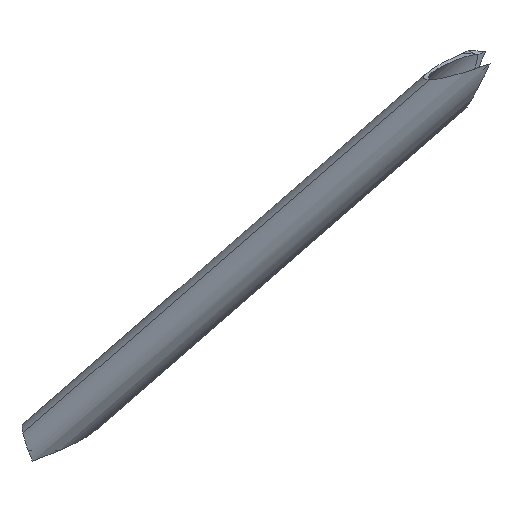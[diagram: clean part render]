
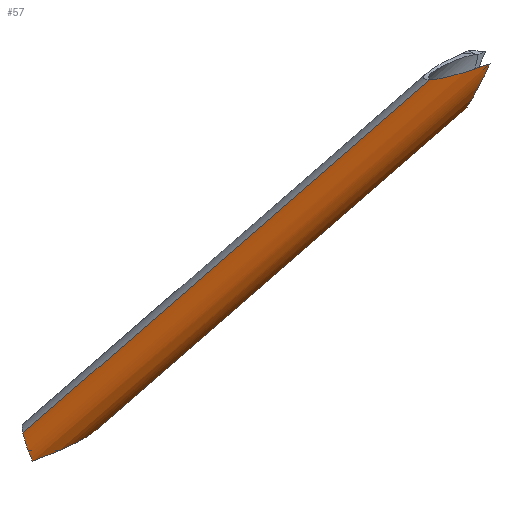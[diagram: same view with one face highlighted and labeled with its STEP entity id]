
A CAD part, front view. The second image highlights one B-rep face of the part: STEP entity #57.
In plain terms, the highlighted cylindrical face has radius 12.5 mm (diameter 25 mm), a partial arc.
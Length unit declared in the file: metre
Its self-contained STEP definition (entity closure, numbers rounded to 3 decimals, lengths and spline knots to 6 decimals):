
#57=ADVANCED_FACE('0:42',(#109),#110,.T.);
#109=FACE_OUTER_BOUND('',#153,.T.);
#110=CYLINDRICAL_SURFACE('',#154,0.0125);
#153=EDGE_LOOP('',(#265,#266,#267,#268,#269,#270,#271,#272,#273,#274));
#154=AXIS2_PLACEMENT_3D('',#275,#276,#277);
#265=ORIENTED_EDGE('',*,*,#288,.T.);
#266=ORIENTED_EDGE('',*,*,#319,.F.);
#267=ORIENTED_EDGE('',*,*,#326,.F.);
#268=ORIENTED_EDGE('',*,*,#325,.F.);
#269=ORIENTED_EDGE('',*,*,#328,.T.);
#270=ORIENTED_EDGE('',*,*,#292,.T.);
#271=ORIENTED_EDGE('',*,*,#309,.F.);
#272=ORIENTED_EDGE('',*,*,#334,.F.);
#273=ORIENTED_EDGE('',*,*,#333,.F.);
#274=ORIENTED_EDGE('',*,*,#313,.F.);
#275=CARTESIAN_POINT('',(-0.478603,-0.247999,0.151581));
#276=DIRECTION('',(-0.724,0.282,-0.629));
#277=DIRECTION('',(0.629,0.644,-0.435));
#288=EDGE_CURVE('',#340,#341,#342,.T.);
#292=EDGE_CURVE('',#349,#347,#350,.T.);
#309=EDGE_CURVE('0:90',#378,#347,#381,.T.);
#313=EDGE_CURVE('',#340,#379,#385,.T.);
#319=EDGE_CURVE('',#391,#341,#394,.T.);
#325=EDGE_CURVE('0:51',#400,#402,#403,.T.);
#326=EDGE_CURVE('0:54',#402,#391,#404,.T.);
#328=EDGE_CURVE('0:72',#400,#349,#406,.T.);
#333=EDGE_CURVE('0:84',#379,#411,#412,.T.);
#334=EDGE_CURVE('0:87',#411,#378,#413,.T.);
#340=VERTEX_POINT('',#419);
#341=VERTEX_POINT('',#420);
#342=LINE('',#421,#422);
#347=VERTEX_POINT('',#427);
#349=VERTEX_POINT('',#429);
#350=LINE('',#430,#431);
#378=VERTEX_POINT('',#621);
#379=VERTEX_POINT('',#622);
#381=ELLIPSE('',#625,0.013463,0.0125);
#385=ELLIPSE('',#682,0.033652,0.0125);
#391=VERTEX_POINT('',#692);
#394=ELLIPSE('',#696,0.031737,0.0125);
#400=VERTEX_POINT('',#762);
#402=VERTEX_POINT('',#764);
#403=ELLIPSE('',#765,0.031737,0.0125);
#404=ELLIPSE('',#766,0.031737,0.0125);
#406=ELLIPSE('',#768,0.034131,0.0125);
#411=VERTEX_POINT('',#807);
#412=B_SPLINE_CURVE_WITH_KNOTS('',3,(#808,#809,#810,#811,#812,#813,#814,#815,#816,#817,#818,#819,#820,#821,#822,#823,#824,#825,#826,#827,#828,#829,#830,#831,#832,#833,#834,#835,#836,#837,#838,#839,#840,#841,#842,#843,#844,#845,#846,#847,#848,#849,#850,#851,#852,#853,#854,#855,#856,#857,#858,#859,#860,#861,#862,#863,#864,#865,#866,#867,#868,#869,#870,#871),.UNSPECIFIED.,.F.,.F.,(4,3,3,3,3,3,3,3,3,3,3,3,3,3,3,3,3,3,3,3,3,4),(0.0,10.01199,12.894283,14.689898,16.114911,18.069445,19.046713,19.535346,19.779663,19.901822,19.962901,19.99344,20.00871,20.016345,20.020162,20.022071,20.023026,20.023503,20.023741,20.023861,20.023933,20.02398),.UNSPECIFIED.);
#413=ELLIPSE('',#872,0.013463,0.0125);
#419=CARTESIAN_POINT('',(-0.624493,-0.18,0.0125));
#420=CARTESIAN_POINT('',(-0.446405,-0.249438,0.167289));
#421=CARTESIAN_POINT('',(-0.470737,-0.239951,0.146141));
#422=VECTOR('',#877,1.0);
#427=CARTESIAN_POINT('',(-0.657563,-0.189336,0.008312));
#429=CARTESIAN_POINT('',(-0.463917,-0.26484,0.176624));
#430=CARTESIAN_POINT('',(-0.48647,-0.256047,0.157021));
#431=VECTOR('',#887,1.0);
#621=CARTESIAN_POINT('',(-0.655047,-0.1925,0.0));
#622=CARTESIAN_POINT('',(-0.640212,-0.1925,0.));
#625=AXIS2_PLACEMENT_3D('',#906,#907,#908);
#682=AXIS2_PLACEMENT_3D('',#909,#910,#911);
#692=CARTESIAN_POINT('',(-0.4475,-0.25306,0.162864));
#696=AXIS2_PLACEMENT_3D('',#914,#915,#916);
#762=CARTESIAN_POINT('',(-0.435048,-0.276359,0.184261));
#764=CARTESIAN_POINT('',(-0.440116,-0.270519,0.173918));
#765=AXIS2_PLACEMENT_3D('',#923,#924,#925);
#766=AXIS2_PLACEMENT_3D('',#926,#927,#928);
#768=AXIS2_PLACEMENT_3D('',#929,#930,#931);
#807=CARTESIAN_POINT('',(-0.653,-0.191405,-0.005116));
#808=CARTESIAN_POINT('',(-0.640212,-0.1925,0.));
#809=CARTESIAN_POINT('',(-0.642353,-0.1925,-0.000939));
#810=CARTESIAN_POINT('',(-0.644516,-0.192396,-0.00184));
#811=CARTESIAN_POINT('',(-0.646689,-0.192203,-0.002707));
#812=CARTESIAN_POINT('',(-0.647314,-0.192148,-0.002956));
#813=CARTESIAN_POINT('',(-0.647941,-0.192085,-0.003203));
#814=CARTESIAN_POINT('',(-0.648568,-0.192015,-0.003447));
#815=CARTESIAN_POINT('',(-0.648959,-0.191972,-0.003599));
#816=CARTESIAN_POINT('',(-0.64935,-0.191926,-0.003749));
#817=CARTESIAN_POINT('',(-0.649741,-0.191876,-0.003899));
#818=CARTESIAN_POINT('',(-0.650052,-0.191837,-0.004018));
#819=CARTESIAN_POINT('',(-0.650361,-0.191797,-0.004135));
#820=CARTESIAN_POINT('',(-0.650649,-0.191758,-0.004244));
#821=CARTESIAN_POINT('',(-0.651045,-0.191704,-0.004393));
#822=CARTESIAN_POINT('',(-0.651405,-0.191652,-0.004528));
#823=CARTESIAN_POINT('',(-0.651784,-0.191596,-0.004668));
#824=CARTESIAN_POINT('',(-0.651973,-0.191567,-0.004739));
#825=CARTESIAN_POINT('',(-0.652168,-0.191537,-0.004811));
#826=CARTESIAN_POINT('',(-0.652371,-0.191506,-0.004886));
#827=CARTESIAN_POINT('',(-0.652473,-0.19149,-0.004923));
#828=CARTESIAN_POINT('',(-0.652576,-0.191473,-0.004961));
#829=CARTESIAN_POINT('',(-0.652682,-0.191457,-0.005));
#830=CARTESIAN_POINT('',(-0.652734,-0.191448,-0.005019));
#831=CARTESIAN_POINT('',(-0.652787,-0.19144,-0.005038));
#832=CARTESIAN_POINT('',(-0.65284,-0.191431,-0.005058));
#833=CARTESIAN_POINT('',(-0.652867,-0.191427,-0.005068));
#834=CARTESIAN_POINT('',(-0.652893,-0.191422,-0.005077));
#835=CARTESIAN_POINT('',(-0.65292,-0.191418,-0.005087));
#836=CARTESIAN_POINT('',(-0.652933,-0.191416,-0.005092));
#837=CARTESIAN_POINT('',(-0.652947,-0.191414,-0.005097));
#838=CARTESIAN_POINT('',(-0.65296,-0.191412,-0.005102));
#839=CARTESIAN_POINT('',(-0.652967,-0.19141,-0.005104));
#840=CARTESIAN_POINT('',(-0.652973,-0.191409,-0.005107));
#841=CARTESIAN_POINT('',(-0.65298,-0.191408,-0.005109));
#842=CARTESIAN_POINT('',(-0.652983,-0.191408,-0.00511));
#843=CARTESIAN_POINT('',(-0.652987,-0.191407,-0.005111));
#844=CARTESIAN_POINT('',(-0.65299,-0.191407,-0.005113));
#845=CARTESIAN_POINT('',(-0.652992,-0.191406,-0.005113));
#846=CARTESIAN_POINT('',(-0.652993,-0.191406,-0.005114));
#847=CARTESIAN_POINT('',(-0.652995,-0.191406,-0.005114));
#848=CARTESIAN_POINT('',(-0.652996,-0.191406,-0.005115));
#849=CARTESIAN_POINT('',(-0.652997,-0.191406,-0.005115));
#850=CARTESIAN_POINT('',(-0.652997,-0.191405,-0.005115));
#851=CARTESIAN_POINT('',(-0.652998,-0.191405,-0.005115));
#852=CARTESIAN_POINT('',(-0.652998,-0.191405,-0.005116));
#853=CARTESIAN_POINT('',(-0.652999,-0.191405,-0.005116));
#854=CARTESIAN_POINT('',(-0.652999,-0.191405,-0.005116));
#855=CARTESIAN_POINT('',(-0.652999,-0.191405,-0.005116));
#856=CARTESIAN_POINT('',(-0.652999,-0.191405,-0.005116));
#857=CARTESIAN_POINT('',(-0.652999,-0.191405,-0.005116));
#858=CARTESIAN_POINT('',(-0.653,-0.191405,-0.005116));
#859=CARTESIAN_POINT('',(-0.653,-0.191405,-0.005116));
#860=CARTESIAN_POINT('',(-0.653,-0.191405,-0.005116));
#861=CARTESIAN_POINT('',(-0.653,-0.191405,-0.005116));
#862=CARTESIAN_POINT('',(-0.653,-0.191405,-0.005116));
#863=CARTESIAN_POINT('',(-0.653,-0.191405,-0.005116));
#864=CARTESIAN_POINT('',(-0.653,-0.191405,-0.005116));
#865=CARTESIAN_POINT('',(-0.653,-0.191405,-0.005116));
#866=CARTESIAN_POINT('',(-0.653,-0.191405,-0.005116));
#867=CARTESIAN_POINT('',(-0.653,-0.191405,-0.005116));
#868=CARTESIAN_POINT('',(-0.653,-0.191405,-0.005116));
#869=CARTESIAN_POINT('',(-0.653,-0.191405,-0.005116));
#870=CARTESIAN_POINT('',(-0.653,-0.191405,-0.005116));
#871=CARTESIAN_POINT('',(-0.653,-0.191405,-0.005117));
#872=AXIS2_PLACEMENT_3D('',#932,#933,#934);
#877=DIRECTION('',(0.724,-0.282,0.629));
#887=DIRECTION('',(-0.724,0.282,-0.629));
#906=CARTESIAN_POINT('',(-0.653,-0.18,0.));
#907=DIRECTION('',(-0.928,0.152,-0.339));
#908=DIRECTION('',(0.371,0.38,-0.847));
#909=CARTESIAN_POINT('',(-0.653,-0.18,0.));
#910=DIRECTION('',(0.371,0.38,-0.847));
#911=DIRECTION('',(0.928,-0.152,0.339));
#914=CARTESIAN_POINT('',(-0.435,-0.265,0.18948));
#915=DIRECTION('',(0.919,0.161,-0.359));
#916=DIRECTION('',(0.394,-0.376,0.839));
#923=CARTESIAN_POINT('',(-0.435,-0.265,0.18948));
#924=DIRECTION('',(0.919,0.161,-0.359));
#925=DIRECTION('',(0.394,-0.376,0.839));
#926=CARTESIAN_POINT('',(-0.435,-0.265,0.18948));
#927=DIRECTION('',(0.919,0.161,-0.359));
#928=DIRECTION('',(0.394,-0.376,0.839));
#929=CARTESIAN_POINT('',(-0.435,-0.265,0.18948));
#930=DIRECTION('',(0.377,0.385,-0.842));
#931=DIRECTION('',(0.926,-0.152,0.345));
#932=CARTESIAN_POINT('',(-0.653,-0.18,0.));
#933=DIRECTION('',(-0.928,0.152,-0.339));
#934=DIRECTION('',(0.371,0.38,-0.847));
